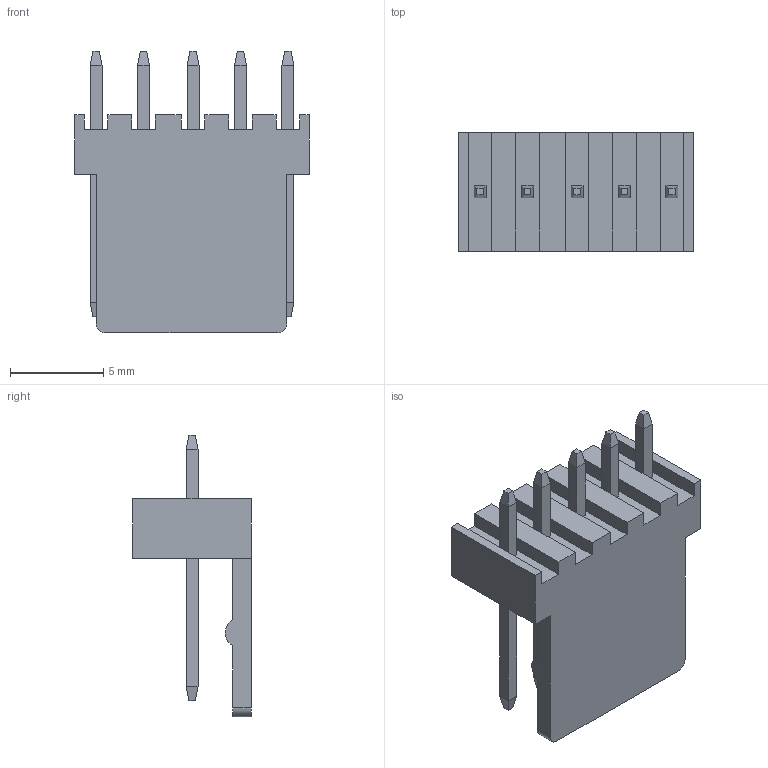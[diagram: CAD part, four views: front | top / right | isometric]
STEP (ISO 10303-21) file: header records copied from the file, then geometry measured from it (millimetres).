
FILE_DESCRIPTION(('STEP AP242'),'1');
FILE_NAME('14191.stp','2023-03-09T17:27:24',('TraceParts'),('TraceParts S.A.'),'Spatial InterOp 3D',' ',' ');
FILE_SCHEMA(('AP242_MANAGED_MODEL_BASED_3D_ENGINEERING_MIM_LF {1 0 10303 442 1 1 4}'));
Length unit declared in the file: millimetre
Products named in the file (1): 14191
Bounding box: 12.54 x 6.35 x 15.08 mm (x, y, z)
Volume: 336 mm3; surface area: 658.2 mm2
Topology: 1 solids, 1 shells, 125 faces, 299 edges, 186 vertices
Faces by surface type: plane 121, cylinder 4
Entity records: 3516 total; most frequent: CARTESIAN_POINT 611, ORIENTED_EDGE 598, DIRECTION 559, EDGE_CURVE 299, LINE 291, VECTOR 291, VERTEX_POINT 186, EDGE_LOOP 135
